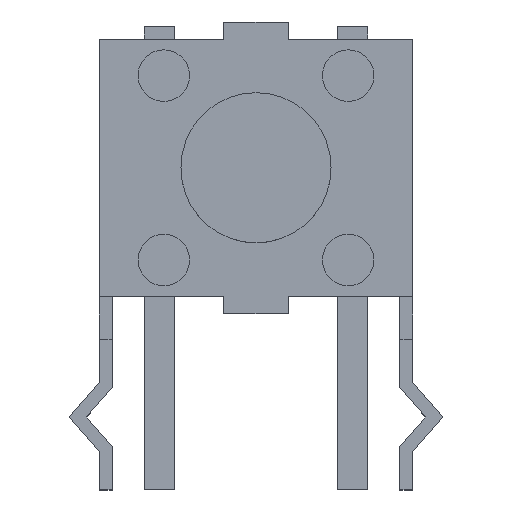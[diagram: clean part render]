
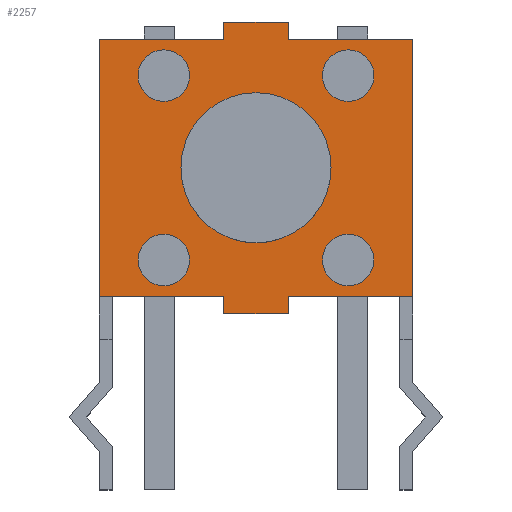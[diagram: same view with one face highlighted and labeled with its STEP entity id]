
A CAD part, top view. The second image highlights one B-rep face of the part: STEP entity #2257.
In plain terms, the highlighted planar face has unit normal (0, 0, 1).
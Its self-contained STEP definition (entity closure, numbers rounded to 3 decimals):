
#29=FACE_BOUND('',#869,.T.);
#30=FACE_BOUND('',#870,.T.);
#31=FACE_BOUND('',#871,.T.);
#32=FACE_BOUND('',#872,.T.);
#33=FACE_BOUND('',#873,.T.);
#198=LINE('',#3298,#494);
#200=LINE('',#3303,#496);
#207=LINE('',#3316,#503);
#208=LINE('',#3319,#504);
#213=LINE('',#3329,#509);
#219=LINE('',#3340,#515);
#224=LINE('',#3350,#520);
#246=LINE('',#3395,#542);
#298=LINE('',#3500,#594);
#299=LINE('',#3501,#595);
#300=LINE('',#3502,#596);
#301=LINE('',#3503,#597);
#494=VECTOR('',#2677,1000.);
#496=VECTOR('',#2681,1000.);
#503=VECTOR('',#2690,1000.);
#504=VECTOR('',#2693,1000.);
#509=VECTOR('',#2700,1000.);
#515=VECTOR('',#2708,1000.);
#520=VECTOR('',#2717,1000.);
#542=VECTOR('',#2745,1000.);
#594=VECTOR('',#2837,1000.);
#595=VECTOR('',#2838,1000.);
#596=VECTOR('',#2839,1000.);
#597=VECTOR('',#2840,1000.);
#745=FACE_OUTER_BOUND('',#868,.T.);
#868=EDGE_LOOP('',(#1823,#1824,#1825,#1826,#1827,#1828,#1829,#1830,#1831,
#1832,#1833,#1834));
#869=EDGE_LOOP('',(#1835));
#870=EDGE_LOOP('',(#1836));
#871=EDGE_LOOP('',(#1837));
#872=EDGE_LOOP('',(#1838));
#873=EDGE_LOOP('',(#1839));
#931=CIRCLE('',#2407,0.6);
#932=CIRCLE('',#2408,0.6);
#933=CIRCLE('',#2409,0.6);
#934=CIRCLE('',#2410,0.6);
#935=CIRCLE('',#2411,1.75);
#1029=VERTEX_POINT('',#3290);
#1032=VERTEX_POINT('',#3296);
#1033=VERTEX_POINT('',#3300);
#1034=VERTEX_POINT('',#3302);
#1036=VERTEX_POINT('',#3308);
#1039=VERTEX_POINT('',#3314);
#1040=VERTEX_POINT('',#3318);
#1043=VERTEX_POINT('',#3326);
#1044=VERTEX_POINT('',#3328);
#1048=VERTEX_POINT('',#3338);
#1051=VERTEX_POINT('',#3348);
#1071=VERTEX_POINT('',#3394);
#1105=VERTEX_POINT('',#3504);
#1106=VERTEX_POINT('',#3506);
#1107=VERTEX_POINT('',#3508);
#1108=VERTEX_POINT('',#3510);
#1109=VERTEX_POINT('',#3512);
#1267=EDGE_CURVE('',#1032,#1029,#198,.T.);
#1269=EDGE_CURVE('',#1033,#1034,#200,.T.);
#1276=EDGE_CURVE('',#1039,#1036,#207,.T.);
#1277=EDGE_CURVE('',#1036,#1040,#208,.T.);
#1282=EDGE_CURVE('',#1044,#1043,#213,.T.);
#1288=EDGE_CURVE('',#1043,#1048,#219,.T.);
#1293=EDGE_CURVE('',#1033,#1051,#224,.T.);
#1315=EDGE_CURVE('',#1071,#1029,#246,.T.);
#1369=EDGE_CURVE('',#1032,#1044,#298,.T.);
#1370=EDGE_CURVE('',#1048,#1034,#299,.T.);
#1371=EDGE_CURVE('',#1040,#1051,#300,.T.);
#1372=EDGE_CURVE('',#1071,#1039,#301,.T.);
#1373=EDGE_CURVE('',#1105,#1105,#931,.T.);
#1374=EDGE_CURVE('',#1106,#1106,#932,.T.);
#1375=EDGE_CURVE('',#1107,#1107,#933,.T.);
#1376=EDGE_CURVE('',#1108,#1108,#934,.T.);
#1377=EDGE_CURVE('',#1109,#1109,#935,.T.);
#1823=ORIENTED_EDGE('',*,*,#1315,.T.);
#1824=ORIENTED_EDGE('',*,*,#1267,.F.);
#1825=ORIENTED_EDGE('',*,*,#1369,.T.);
#1826=ORIENTED_EDGE('',*,*,#1282,.T.);
#1827=ORIENTED_EDGE('',*,*,#1288,.T.);
#1828=ORIENTED_EDGE('',*,*,#1370,.T.);
#1829=ORIENTED_EDGE('',*,*,#1269,.F.);
#1830=ORIENTED_EDGE('',*,*,#1293,.T.);
#1831=ORIENTED_EDGE('',*,*,#1371,.F.);
#1832=ORIENTED_EDGE('',*,*,#1277,.F.);
#1833=ORIENTED_EDGE('',*,*,#1276,.F.);
#1834=ORIENTED_EDGE('',*,*,#1372,.F.);
#1835=ORIENTED_EDGE('',*,*,#1373,.F.);
#1836=ORIENTED_EDGE('',*,*,#1374,.F.);
#1837=ORIENTED_EDGE('',*,*,#1375,.F.);
#1838=ORIENTED_EDGE('',*,*,#1376,.F.);
#1839=ORIENTED_EDGE('',*,*,#1377,.F.);
#2147=PLANE('',#2406);
#2257=ADVANCED_FACE('',(#745,#29,#30,#31,#32,#33),#2147,.F.);
#2406=AXIS2_PLACEMENT_3D('',#3499,#2835,#2836);
#2407=AXIS2_PLACEMENT_3D('',#3505,#2841,#2842);
#2408=AXIS2_PLACEMENT_3D('',#3507,#2843,#2844);
#2409=AXIS2_PLACEMENT_3D('',#3509,#2845,#2846);
#2410=AXIS2_PLACEMENT_3D('',#3511,#2847,#2848);
#2411=AXIS2_PLACEMENT_3D('',#3513,#2849,#2850);
#2677=DIRECTION('',(0.,-1.,0.));
#2681=DIRECTION('',(-1.,0.,0.));
#2690=DIRECTION('',(-1.,0.,0.));
#2693=DIRECTION('',(0.,-1.,0.));
#2700=DIRECTION('',(0.,-1.,0.));
#2708=DIRECTION('',(-1.,0.,0.));
#2717=DIRECTION('',(0.,-1.,0.));
#2745=DIRECTION('',(-1.,0.,0.));
#2835=DIRECTION('center_axis',(0.,0.,-1.));
#2836=DIRECTION('ref_axis',(0.,1.,0.));
#2837=DIRECTION('',(-1.,0.,0.));
#2838=DIRECTION('',(0.,-1.,0.));
#2839=DIRECTION('',(-1.,0.,0.));
#2840=DIRECTION('',(0.,-1.,0.));
#2841=DIRECTION('center_axis',(0.,0.,1.));
#2842=DIRECTION('ref_axis',(0.,1.,0.));
#2843=DIRECTION('center_axis',(0.,0.,1.));
#2844=DIRECTION('ref_axis',(0.,1.,0.));
#2845=DIRECTION('center_axis',(0.,0.,1.));
#2846=DIRECTION('ref_axis',(0.,1.,0.));
#2847=DIRECTION('center_axis',(0.,0.,1.));
#2848=DIRECTION('ref_axis',(0.,1.,0.));
#2849=DIRECTION('center_axis',(0.,0.,1.));
#2850=DIRECTION('ref_axis',(1.,0.,0.));
#3290=CARTESIAN_POINT('',(-1.5,7.,2.25));
#3296=CARTESIAN_POINT('',(-1.5,7.4,2.25));
#3298=CARTESIAN_POINT('',(-1.5,7.,2.25));
#3300=CARTESIAN_POINT('',(-3.,1.,2.25));
#3302=CARTESIAN_POINT('',(-5.9,1.,2.25));
#3303=CARTESIAN_POINT('',(1.4,1.,2.25));
#3308=CARTESIAN_POINT('',(-1.5,1.,2.25));
#3314=CARTESIAN_POINT('',(1.4,1.,2.25));
#3316=CARTESIAN_POINT('',(1.4,1.,2.25));
#3318=CARTESIAN_POINT('',(-1.5,0.6,2.25));
#3319=CARTESIAN_POINT('',(-1.5,1.,2.25));
#3326=CARTESIAN_POINT('',(-3.,7.,2.25));
#3328=CARTESIAN_POINT('',(-3.,7.4,2.25));
#3329=CARTESIAN_POINT('',(-3.,7.,2.25));
#3338=CARTESIAN_POINT('',(-5.9,7.,2.25));
#3340=CARTESIAN_POINT('',(1.4,7.,2.25));
#3348=CARTESIAN_POINT('',(-3.,0.6,2.25));
#3350=CARTESIAN_POINT('',(-3.,1.,2.25));
#3394=CARTESIAN_POINT('',(1.4,7.,2.25));
#3395=CARTESIAN_POINT('',(1.4,7.,2.25));
#3499=CARTESIAN_POINT('Origin',(1.4,1.,2.25));
#3500=CARTESIAN_POINT('',(-1.5,7.4,2.25));
#3501=CARTESIAN_POINT('',(-5.9,1.,2.25));
#3502=CARTESIAN_POINT('',(-1.5,0.6,2.25));
#3503=CARTESIAN_POINT('',(1.4,1.,2.25));
#3504=CARTESIAN_POINT('',(0.5,1.85,2.25));
#3505=CARTESIAN_POINT('Origin',(-0.1,1.85,2.25));
#3506=CARTESIAN_POINT('',(-3.8,6.15,2.25));
#3507=CARTESIAN_POINT('Origin',(-4.4,6.15,2.25));
#3508=CARTESIAN_POINT('',(-3.8,1.85,2.25));
#3509=CARTESIAN_POINT('Origin',(-4.4,1.85,2.25));
#3510=CARTESIAN_POINT('',(0.5,6.15,2.25));
#3511=CARTESIAN_POINT('Origin',(-0.1,6.15,2.25));
#3512=CARTESIAN_POINT('',(-4.,4.,2.25));
#3513=CARTESIAN_POINT('Origin',(-2.25,4.,2.25));
